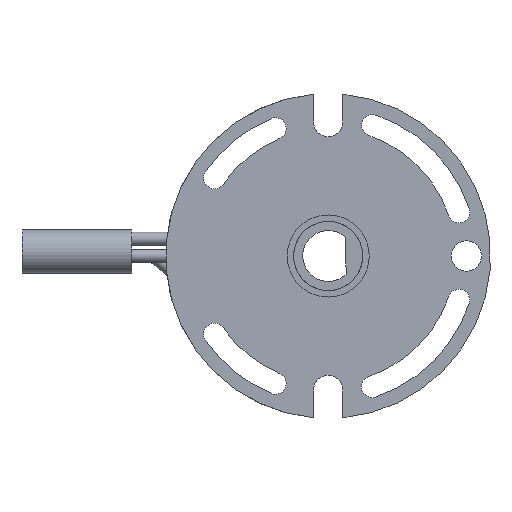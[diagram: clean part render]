
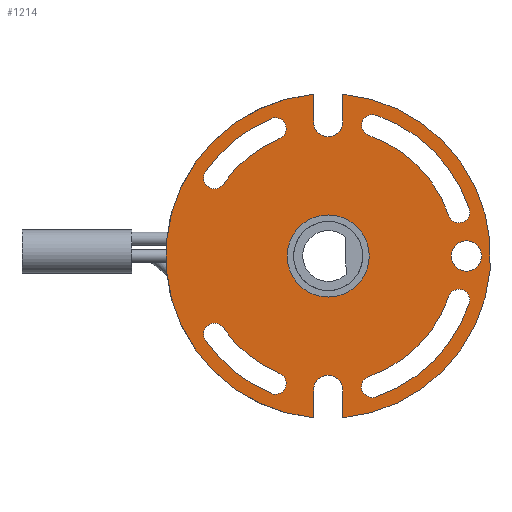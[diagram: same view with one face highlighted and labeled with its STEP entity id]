
A CAD part, front view. The second image highlights one B-rep face of the part: STEP entity #1214.
In plain terms, the highlighted planar face has unit normal (0, -1, 0).
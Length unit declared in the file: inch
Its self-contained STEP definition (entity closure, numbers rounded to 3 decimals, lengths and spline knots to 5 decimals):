
#68=FACE_BOUND('',#234,.T.);
#69=FACE_BOUND('',#235,.T.);
#70=FACE_BOUND('',#236,.T.);
#71=FACE_BOUND('',#237,.T.);
#72=FACE_BOUND('',#238,.T.);
#73=FACE_BOUND('',#239,.T.);
#102=PLANE('',#1471);
#156=FACE_OUTER_BOUND('',#233,.T.);
#233=EDGE_LOOP('',(#969,#970,#971,#972,#973,#974,#975,#976));
#234=EDGE_LOOP('',(#977));
#235=EDGE_LOOP('',(#978,#979,#980,#981));
#236=EDGE_LOOP('',(#982,#983,#984,#985));
#237=EDGE_LOOP('',(#986,#987,#988,#989));
#238=EDGE_LOOP('',(#990,#991,#992,#993));
#239=EDGE_LOOP('',(#994));
#286=CIRCLE('',#1389,0.18701);
#288=CIRCLE('',#1392,0.57956);
#290=CIRCLE('',#1395,0.04921);
#292=CIRCLE('',#1398,0.67798);
#294=CIRCLE('',#1401,0.04921);
#296=CIRCLE('',#1404,0.57956);
#298=CIRCLE('',#1407,0.04921);
#300=CIRCLE('',#1410,0.67798);
#302=CIRCLE('',#1413,0.04921);
#304=CIRCLE('',#1416,0.57956);
#306=CIRCLE('',#1419,0.04921);
#308=CIRCLE('',#1422,0.67798);
#310=CIRCLE('',#1425,0.04921);
#312=CIRCLE('',#1428,0.57956);
#314=CIRCLE('',#1431,0.04921);
#316=CIRCLE('',#1434,0.67798);
#318=CIRCLE('',#1437,0.04921);
#332=CIRCLE('',#1462,0.06693);
#334=CIRCLE('',#1469,0.06693);
#336=CIRCLE('',#1472,0.74016);
#337=CIRCLE('',#1473,0.74016);
#338=CIRCLE('',#1474,0.0689);
#413=LINE('',#2268,#484);
#416=LINE('',#2274,#487);
#419=LINE('',#2281,#490);
#423=LINE('',#2290,#494);
#484=VECTOR('',#1763,0.3937);
#487=VECTOR('',#1768,0.3937);
#490=VECTOR('',#1773,0.3937);
#494=VECTOR('',#1779,0.3937);
#532=VERTEX_POINT('',#2096);
#534=VERTEX_POINT('',#2102);
#535=VERTEX_POINT('',#2103);
#538=VERTEX_POINT('',#2111);
#540=VERTEX_POINT('',#2117);
#542=VERTEX_POINT('',#2126);
#543=VERTEX_POINT('',#2127);
#546=VERTEX_POINT('',#2135);
#548=VERTEX_POINT('',#2141);
#550=VERTEX_POINT('',#2150);
#551=VERTEX_POINT('',#2151);
#554=VERTEX_POINT('',#2159);
#556=VERTEX_POINT('',#2165);
#558=VERTEX_POINT('',#2174);
#559=VERTEX_POINT('',#2175);
#562=VERTEX_POINT('',#2183);
#564=VERTEX_POINT('',#2189);
#586=VERTEX_POINT('',#2258);
#587=VERTEX_POINT('',#2259);
#590=VERTEX_POINT('',#2267);
#592=VERTEX_POINT('',#2273);
#594=VERTEX_POINT('',#2279);
#595=VERTEX_POINT('',#2280);
#598=VERTEX_POINT('',#2288);
#599=VERTEX_POINT('',#2289);
#602=VERTEX_POINT('',#2302);
#645=EDGE_CURVE('',#532,#532,#286,.T.);
#648=EDGE_CURVE('',#534,#535,#288,.T.);
#652=EDGE_CURVE('',#535,#538,#290,.T.);
#655=EDGE_CURVE('',#538,#540,#292,.T.);
#658=EDGE_CURVE('',#540,#534,#294,.T.);
#660=EDGE_CURVE('',#542,#543,#296,.T.);
#664=EDGE_CURVE('',#543,#546,#298,.T.);
#667=EDGE_CURVE('',#546,#548,#300,.T.);
#670=EDGE_CURVE('',#548,#542,#302,.T.);
#672=EDGE_CURVE('',#550,#551,#304,.T.);
#676=EDGE_CURVE('',#551,#554,#306,.T.);
#679=EDGE_CURVE('',#554,#556,#308,.T.);
#682=EDGE_CURVE('',#556,#550,#310,.T.);
#684=EDGE_CURVE('',#558,#559,#312,.T.);
#688=EDGE_CURVE('',#559,#562,#314,.T.);
#691=EDGE_CURVE('',#562,#564,#316,.T.);
#694=EDGE_CURVE('',#564,#558,#318,.T.);
#726=EDGE_CURVE('',#586,#587,#332,.T.);
#730=EDGE_CURVE('',#587,#590,#413,.T.);
#733=EDGE_CURVE('',#592,#586,#416,.T.);
#736=EDGE_CURVE('',#594,#595,#419,.T.);
#740=EDGE_CURVE('',#598,#599,#423,.T.);
#744=EDGE_CURVE('',#599,#594,#334,.T.);
#746=EDGE_CURVE('',#598,#590,#336,.T.);
#747=EDGE_CURVE('',#592,#595,#337,.T.);
#748=EDGE_CURVE('',#602,#602,#338,.T.);
#969=ORIENTED_EDGE('',*,*,#733,.T.);
#970=ORIENTED_EDGE('',*,*,#726,.T.);
#971=ORIENTED_EDGE('',*,*,#730,.T.);
#972=ORIENTED_EDGE('',*,*,#746,.F.);
#973=ORIENTED_EDGE('',*,*,#740,.T.);
#974=ORIENTED_EDGE('',*,*,#744,.T.);
#975=ORIENTED_EDGE('',*,*,#736,.T.);
#976=ORIENTED_EDGE('',*,*,#747,.F.);
#977=ORIENTED_EDGE('',*,*,#645,.T.);
#978=ORIENTED_EDGE('',*,*,#655,.T.);
#979=ORIENTED_EDGE('',*,*,#658,.T.);
#980=ORIENTED_EDGE('',*,*,#648,.T.);
#981=ORIENTED_EDGE('',*,*,#652,.T.);
#982=ORIENTED_EDGE('',*,*,#667,.T.);
#983=ORIENTED_EDGE('',*,*,#670,.T.);
#984=ORIENTED_EDGE('',*,*,#660,.T.);
#985=ORIENTED_EDGE('',*,*,#664,.T.);
#986=ORIENTED_EDGE('',*,*,#679,.T.);
#987=ORIENTED_EDGE('',*,*,#682,.T.);
#988=ORIENTED_EDGE('',*,*,#672,.T.);
#989=ORIENTED_EDGE('',*,*,#676,.T.);
#990=ORIENTED_EDGE('',*,*,#691,.T.);
#991=ORIENTED_EDGE('',*,*,#694,.T.);
#992=ORIENTED_EDGE('',*,*,#684,.T.);
#993=ORIENTED_EDGE('',*,*,#688,.T.);
#994=ORIENTED_EDGE('',*,*,#748,.F.);
#1214=ADVANCED_FACE('',(#156,#68,#69,#70,#71,#72,#73),#102,.F.);
#1389=AXIS2_PLACEMENT_3D('',#2097,#1574,#1575);
#1392=AXIS2_PLACEMENT_3D('',#2104,#1581,#1582);
#1395=AXIS2_PLACEMENT_3D('',#2112,#1589,#1590);
#1398=AXIS2_PLACEMENT_3D('',#2118,#1596,#1597);
#1401=AXIS2_PLACEMENT_3D('',#2123,#1603,#1604);
#1404=AXIS2_PLACEMENT_3D('',#2128,#1609,#1610);
#1407=AXIS2_PLACEMENT_3D('',#2136,#1617,#1618);
#1410=AXIS2_PLACEMENT_3D('',#2142,#1624,#1625);
#1413=AXIS2_PLACEMENT_3D('',#2147,#1631,#1632);
#1416=AXIS2_PLACEMENT_3D('',#2152,#1637,#1638);
#1419=AXIS2_PLACEMENT_3D('',#2160,#1645,#1646);
#1422=AXIS2_PLACEMENT_3D('',#2166,#1652,#1653);
#1425=AXIS2_PLACEMENT_3D('',#2171,#1659,#1660);
#1428=AXIS2_PLACEMENT_3D('',#2176,#1665,#1666);
#1431=AXIS2_PLACEMENT_3D('',#2184,#1673,#1674);
#1434=AXIS2_PLACEMENT_3D('',#2190,#1680,#1681);
#1437=AXIS2_PLACEMENT_3D('',#2195,#1687,#1688);
#1462=AXIS2_PLACEMENT_3D('',#2260,#1755,#1756);
#1469=AXIS2_PLACEMENT_3D('',#2297,#1785,#1786);
#1471=AXIS2_PLACEMENT_3D('',#2299,#1789,#1790);
#1472=AXIS2_PLACEMENT_3D('',#2300,#1791,#1792);
#1473=AXIS2_PLACEMENT_3D('',#2301,#1793,#1794);
#1474=AXIS2_PLACEMENT_3D('',#2303,#1795,#1796);
#1574=DIRECTION('center_axis',(0.,1.,0.));
#1575=DIRECTION('ref_axis',(1.,0.,0.));
#1581=DIRECTION('center_axis',(0.,-1.,0.));
#1582=DIRECTION('ref_axis',(-0.948,0.,0.32));
#1589=DIRECTION('center_axis',(0.,1.,0.));
#1590=DIRECTION('ref_axis',(-0.948,0.,0.32));
#1596=DIRECTION('center_axis',(0.,1.,0.));
#1597=DIRECTION('ref_axis',(0.948,0.,-0.32));
#1603=DIRECTION('center_axis',(0.,1.,0.));
#1604=DIRECTION('ref_axis',(0.319,0.,-0.948));
#1609=DIRECTION('center_axis',(0.,-1.,0.));
#1610=DIRECTION('ref_axis',(0.825,0.,-0.565));
#1617=DIRECTION('center_axis',(0.,1.,0.));
#1618=DIRECTION('ref_axis',(0.825,0.,-0.565));
#1624=DIRECTION('center_axis',(0.,1.,0.));
#1625=DIRECTION('ref_axis',(-0.825,0.,0.565));
#1631=DIRECTION('center_axis',(0.,1.,0.));
#1632=DIRECTION('ref_axis',(-0.382,0.,0.924));
#1637=DIRECTION('center_axis',(0.,-1.,0.));
#1638=DIRECTION('ref_axis',(-0.32,0.,-0.948));
#1645=DIRECTION('center_axis',(0.,1.,0.));
#1646=DIRECTION('ref_axis',(-0.32,0.,-0.948));
#1652=DIRECTION('center_axis',(0.,1.,0.));
#1653=DIRECTION('ref_axis',(0.32,0.,0.948));
#1659=DIRECTION('center_axis',(0.,1.,0.));
#1660=DIRECTION('ref_axis',(0.948,0.,0.319));
#1665=DIRECTION('center_axis',(0.,-1.,0.));
#1666=DIRECTION('ref_axis',(0.382,0.,0.924));
#1673=DIRECTION('center_axis',(0.,1.,0.));
#1674=DIRECTION('ref_axis',(0.382,0.,0.924));
#1680=DIRECTION('center_axis',(0.,1.,0.));
#1681=DIRECTION('ref_axis',(-0.382,0.,-0.924));
#1687=DIRECTION('center_axis',(0.,1.,0.));
#1688=DIRECTION('ref_axis',(-0.825,0.,-0.565));
#1755=DIRECTION('center_axis',(0.,1.,0.));
#1756=DIRECTION('ref_axis',(-1.,0.,0.));
#1763=DIRECTION('',(0.,0.,-1.));
#1768=DIRECTION('',(0.,0.,1.));
#1773=DIRECTION('',(0.,0.,1.));
#1779=DIRECTION('',(0.,0.,-1.));
#1785=DIRECTION('center_axis',(0.,1.,0.));
#1786=DIRECTION('ref_axis',(1.,0.,0.));
#1789=DIRECTION('center_axis',(0.,1.,0.));
#1790=DIRECTION('ref_axis',(0.,0.,1.));
#1791=DIRECTION('center_axis',(0.,1.,0.));
#1792=DIRECTION('ref_axis',(-1.,0.,0.));
#1793=DIRECTION('center_axis',(0.,1.,0.));
#1794=DIRECTION('ref_axis',(-1.,0.,0.));
#1795=DIRECTION('center_axis',(0.,-1.,0.));
#1796=DIRECTION('ref_axis',(1.,0.,0.));
#2096=CARTESIAN_POINT('',(-5.58249,0.,-1.77385));
#2097=CARTESIAN_POINT('Origin',(-5.39549,0.,-1.77385));
#2102=CARTESIAN_POINT('',(-5.21067,0.,-2.32315));
#2103=CARTESIAN_POINT('',(-4.84631,0.,-1.95904));
#2104=CARTESIAN_POINT('Origin',(-5.39549,0.,-1.77385));
#2111=CARTESIAN_POINT('',(-4.75305,0.,-1.99049));
#2112=CARTESIAN_POINT('Origin',(-4.79968,0.,-1.97476));
#2117=CARTESIAN_POINT('',(-5.17928,0.,-2.41643));
#2118=CARTESIAN_POINT('Origin',(-5.39549,0.,-1.77385));
#2123=CARTESIAN_POINT('Origin',(-5.19497,0.,-2.36979));
#2126=CARTESIAN_POINT('',(-5.61705,0.,-1.23832));
#2127=CARTESIAN_POINT('',(-5.87366,0.,-1.44638));
#2128=CARTESIAN_POINT('Origin',(-5.39549,0.,-1.77385));
#2135=CARTESIAN_POINT('',(-5.95487,0.,-1.39076));
#2136=CARTESIAN_POINT('Origin',(-5.91426,0.,-1.41857));
#2141=CARTESIAN_POINT('',(-5.65468,0.,-1.14737));
#2142=CARTESIAN_POINT('Origin',(-5.39549,0.,-1.77385));
#2147=CARTESIAN_POINT('Origin',(-5.63586,0.,-1.19284));
#2150=CARTESIAN_POINT('',(-4.84619,0.,-1.58903));
#2151=CARTESIAN_POINT('',(-5.21029,0.,-1.22468));
#2152=CARTESIAN_POINT('Origin',(-5.39549,0.,-1.77385));
#2159=CARTESIAN_POINT('',(-5.17884,0.,-1.13141));
#2160=CARTESIAN_POINT('Origin',(-5.19457,0.,-1.17804));
#2165=CARTESIAN_POINT('',(-4.7529,0.,-1.55764));
#2166=CARTESIAN_POINT('Origin',(-5.39549,0.,-1.77385));
#2171=CARTESIAN_POINT('Origin',(-4.79954,0.,-1.57334));
#2174=CARTESIAN_POINT('',(-5.87366,0.,-2.10132));
#2175=CARTESIAN_POINT('',(-5.61705,0.,-2.30938));
#2176=CARTESIAN_POINT('Origin',(-5.39549,0.,-1.77385));
#2183=CARTESIAN_POINT('',(-5.65468,0.,-2.40033));
#2184=CARTESIAN_POINT('Origin',(-5.63586,0.,-2.35486));
#2189=CARTESIAN_POINT('',(-5.95487,0.,-2.15693));
#2190=CARTESIAN_POINT('Origin',(-5.39549,0.,-1.77385));
#2195=CARTESIAN_POINT('Origin',(-5.91426,0.,-2.12913));
#2258=CARTESIAN_POINT('',(-5.46244,0.,-2.38448));
#2259=CARTESIAN_POINT('',(-5.32858,0.,-2.38448));
#2260=CARTESIAN_POINT('Origin',(-5.39551,0.,-2.38448));
#2267=CARTESIAN_POINT('',(-5.32858,0.,-2.51098));
#2268=CARTESIAN_POINT('',(-5.32858,0.,-2.16609));
#2273=CARTESIAN_POINT('',(-5.46244,0.,-2.51097));
#2274=CARTESIAN_POINT('',(-5.46244,0.,-2.07916));
#2279=CARTESIAN_POINT('',(-5.46244,0.,-1.16322));
#2280=CARTESIAN_POINT('',(-5.46244,0.,-1.03672));
#2281=CARTESIAN_POINT('',(-5.46244,0.,-1.38161));
#2288=CARTESIAN_POINT('',(-5.32858,0.,-1.03672));
#2289=CARTESIAN_POINT('',(-5.32858,0.,-1.16322));
#2290=CARTESIAN_POINT('',(-5.32858,0.,-1.46853));
#2297=CARTESIAN_POINT('Origin',(-5.39551,0.,-1.16322));
#2299=CARTESIAN_POINT('Origin',(-5.39549,0.,-1.77385));
#2300=CARTESIAN_POINT('Origin',(-5.39549,0.,-1.77385));
#2301=CARTESIAN_POINT('Origin',(-5.39549,0.,-1.77385));
#2302=CARTESIAN_POINT('',(-4.83446,0.,-1.77385));
#2303=CARTESIAN_POINT('Origin',(-4.76556,0.,-1.77385));
